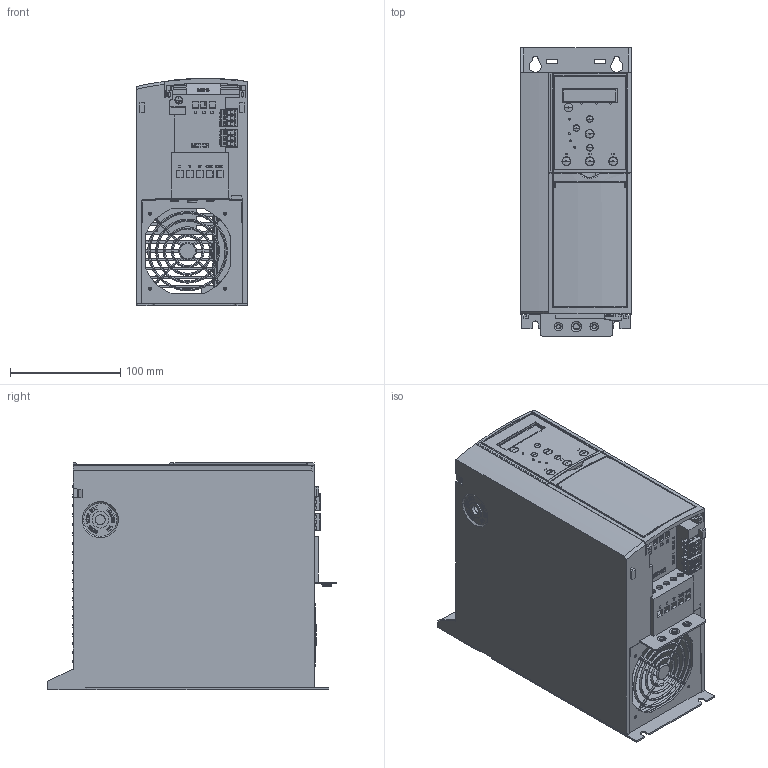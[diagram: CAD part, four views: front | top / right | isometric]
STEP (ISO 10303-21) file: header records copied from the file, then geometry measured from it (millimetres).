
FILE_DESCRIPTION((''),'2;1');
FILE_NAME('H3-IP20-2_ASM','2013-05-16T',('U248342'),('Danfoss Power Electronics'),'PRO/ENGINEER BY PARAMETRIC TECHNOLOGY CORPORATION, 2011490','PRO/ENGINEER BY PARAMETRIC TECHNOLOGY CORPORATION, 2011490','');
FILE_SCHEMA(('CONFIG_CONTROL_DESIGN', 'GEOMETRIC_VALIDATION_PROPERTIES_MIM'));
Products named in the file (17): 132B3407; 132B4113; 132B3402; 132B3431_ASM; 132B4121; 132B4148_UMSH-8244JN-F; LCD_LIGHTGUIDE_ASM; 132B4142; 132B4144; 132B9105_ASM; 132B4134; 132B4118; 132B5733; 132B5733_ASM; 132B5734; 132B5734_ASM; H3-IP20-2_ASM
Assembly tree (16 placements, depth 4):
  H3-IP20-2_ASM
    132B3407
    132B4113
    132B3431_ASM
      132B3402
    132B4121
    132B9105_ASM
      LCD_LIGHTGUIDE_ASM
        132B4148_UMSH-8244JN-F
      132B4142
      132B4144
    132B4134
    132B4118
    132B5733_ASM
      132B5733
    132B5734_ASM
      132B5734
Bounding box: 100 x 261.1 x 205.68 mm (x, y, z)
Volume: 529884.6 mm3; surface area: 511042.5 mm2
Topology: 11 solids, 15 shells, 4245 faces, 11841 edges, 7761 vertices
Faces by surface type: plane 3651, cylinder 413, torus 106, bspline 58, cone 17
Entity records: 180627 total; most frequent: CARTESIAN_POINT 30299, ORIENTED_EDGE 23666, DIRECTION 21183, PRESENTATION_STYLE_ASSIGNMENT 12387, STYLED_ITEM 11856, CURVE_STYLE 11841, EDGE_CURVE 11841, VECTOR 10475
